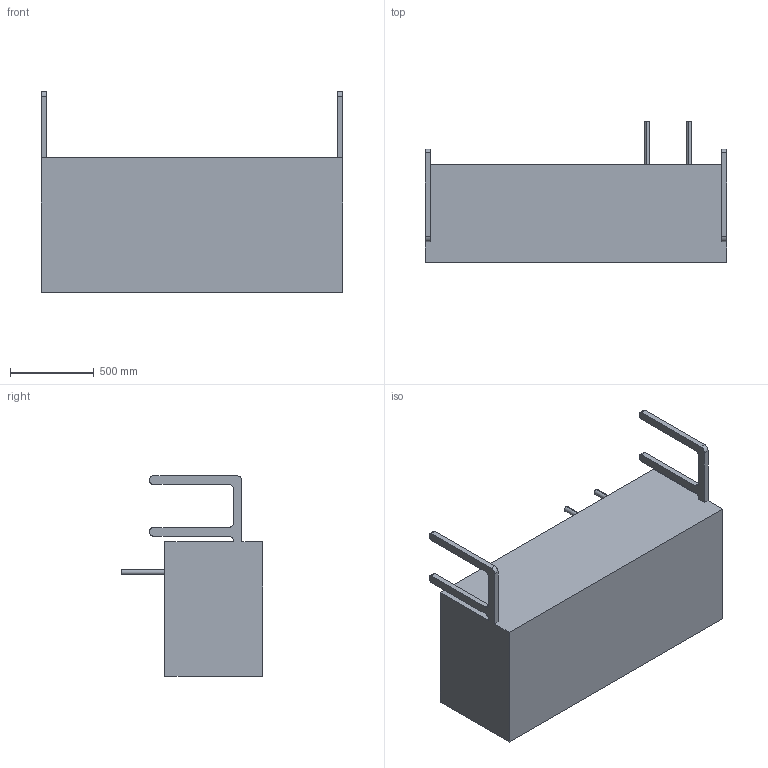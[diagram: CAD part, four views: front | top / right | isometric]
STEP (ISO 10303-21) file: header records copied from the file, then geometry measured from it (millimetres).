
FILE_DESCRIPTION (( 'STEP AP214' ), '1' );
FILE_NAME ('Rebar Rack and Plate Stack.STEP', '2024-10-21T12:16:39', ( '' ), ( '' ), 'SwSTEP 2.0', 'SolidWorks 2024', '' );
FILE_SCHEMA (( 'AUTOMOTIVE_DESIGN' ));
Length unit declared in the file: millimetre
Products named in the file (1): Rebar Rack and Plate Stack
Bounding box: 1798.93 x 843 x 1193.77 mm (x, y, z)
Volume: 843622878.3 mm3; surface area: 6401768 mm2
Topology: 1 solids, 1 shells, 52 faces, 140 edges, 92 vertices
Faces by surface type: plane 28, cylinder 20, torus 4
Entity records: 1663 total; most frequent: DIRECTION 294, CARTESIAN_POINT 285, ORIENTED_EDGE 280, EDGE_CURVE 140, AXIS2_PLACEMENT_3D 101, LINE 92, VECTOR 92, VERTEX_POINT 92
